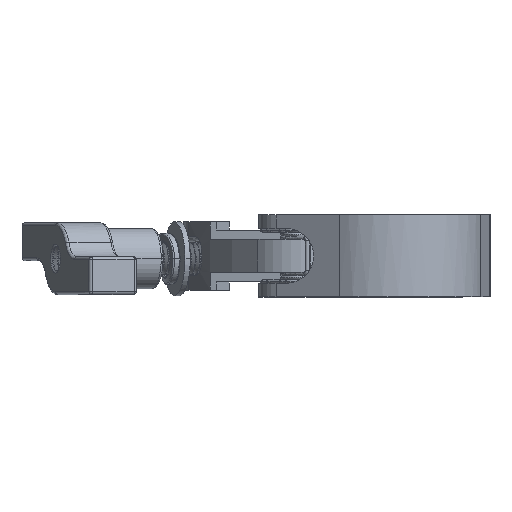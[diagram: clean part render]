
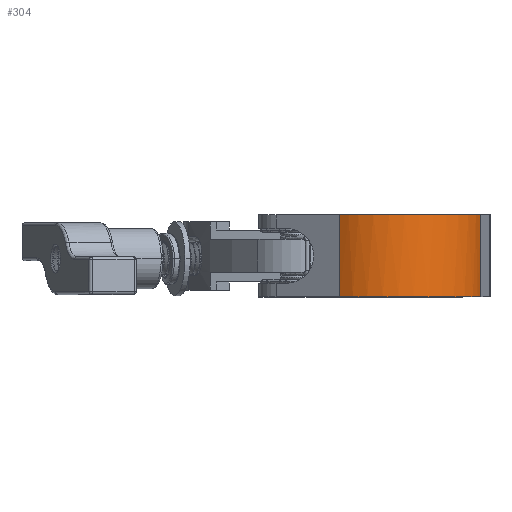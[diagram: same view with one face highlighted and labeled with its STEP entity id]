
A CAD part, top view. The second image highlights one B-rep face of the part: STEP entity #304.
In plain terms, the highlighted free-form (B-spline) face has degree [2, 1] with [9, 2] control points.
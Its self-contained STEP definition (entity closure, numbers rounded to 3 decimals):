
#304=ADVANCED_FACE('',(#987),#10012,.T.);
#987=FACE_OUTER_BOUND('',#1677,.T.);
#1677=EDGE_LOOP('',(#2997,#2998,#2999,#3000));
#2997=ORIENTED_EDGE('',*,*,#5913,.T.);
#2998=ORIENTED_EDGE('',*,*,#5908,.F.);
#2999=ORIENTED_EDGE('',*,*,#5914,.T.);
#3000=ORIENTED_EDGE('',*,*,#5915,.T.);
#5908=EDGE_CURVE('',#8906,#9034,#7365,.T.);
#5913=EDGE_CURVE('',#9036,#9034,#8191,.T.);
#5914=EDGE_CURVE('',#8906,#8905,#8192,.T.);
#5915=EDGE_CURVE('',#8905,#9036,#7368,.T.);
#7365=B_SPLINE_CURVE_WITH_KNOTS('',1,(#14007,#14008),.UNSPECIFIED.,.F.,
 .F.,(2,2),(0.,30.),.UNSPECIFIED.);
#7368=B_SPLINE_CURVE_WITH_KNOTS('',1,(#14033,#14034),.UNSPECIFIED.,.F.,
 .F.,(2,2),(0.,30.),.UNSPECIFIED.);
#8191=(
BOUNDED_CURVE()
B_SPLINE_CURVE(2,(#14023,#14024,#14025,#14026,#14027),.UNSPECIFIED.,.F.,
 .F.)
B_SPLINE_CURVE_WITH_KNOTS((3,2,3),(0.,32.228,64.456),
 .UNSPECIFIED.)
CURVE()
GEOMETRIC_REPRESENTATION_ITEM()
RATIONAL_B_SPLINE_CURVE((1.,0.887,1.,0.887,1.))
REPRESENTATION_ITEM('')
);
#8192=(
BOUNDED_CURVE()
B_SPLINE_CURVE(2,(#14028,#14029,#14030,#14031,#14032),.UNSPECIFIED.,.F.,
 .F.)
B_SPLINE_CURVE_WITH_KNOTS((3,2,3),(0.,32.228,64.456),
 .UNSPECIFIED.)
CURVE()
GEOMETRIC_REPRESENTATION_ITEM()
RATIONAL_B_SPLINE_CURVE((1.,0.887,1.,0.887,1.))
REPRESENTATION_ITEM('')
);
#8905=VERTEX_POINT('',#13277);
#8906=VERTEX_POINT('',#13278);
#9034=VERTEX_POINT('',#13406);
#9036=VERTEX_POINT('',#13408);
#10012=(
BOUNDED_SURFACE()
B_SPLINE_SURFACE(2,1,((#13134,#13135),(#13136,#13137),(#13138,#13139),(#13140,
#13141),(#13142,#13143),(#13144,#13145),(#13146,#13147),(#13148,#13149),
(#13150,#13151)),.UNSPECIFIED.,.T.,.F.,.F.)
B_SPLINE_SURFACE_WITH_KNOTS((3,2,2,2,3),(2,2),(0.,52.622,105.243,
157.865,210.487),(0.,30.02),.UNSPECIFIED.)
GEOMETRIC_REPRESENTATION_ITEM()
RATIONAL_B_SPLINE_SURFACE(((1.,1.),(0.707,0.707),
(1.,1.),(0.707,0.707),(1.,1.),(0.707,
0.707),(1.,1.),(0.707,0.707),(1.,1.)))
REPRESENTATION_ITEM('')
SURFACE()
);
#13134=CARTESIAN_POINT('',(-777.718,0.01,102.055));
#13135=CARTESIAN_POINT('',(-777.718,-30.01,102.055));
#13136=CARTESIAN_POINT('',(-769.183,0.01,69.661));
#13137=CARTESIAN_POINT('',(-769.183,-30.01,69.661));
#13138=CARTESIAN_POINT('',(-736.788,0.01,78.196));
#13139=CARTESIAN_POINT('',(-736.788,-30.01,78.196));
#13140=CARTESIAN_POINT('',(-704.394,0.01,86.731));
#13141=CARTESIAN_POINT('',(-704.394,-30.01,86.731));
#13142=CARTESIAN_POINT('',(-712.929,0.01,119.125));
#13143=CARTESIAN_POINT('',(-712.929,-30.01,119.125));
#13144=CARTESIAN_POINT('',(-721.464,0.01,151.52));
#13145=CARTESIAN_POINT('',(-721.464,-30.01,151.52));
#13146=CARTESIAN_POINT('',(-753.858,0.01,142.985));
#13147=CARTESIAN_POINT('',(-753.858,-30.01,142.985));
#13148=CARTESIAN_POINT('',(-786.253,0.01,134.45));
#13149=CARTESIAN_POINT('',(-786.253,-30.01,134.45));
#13150=CARTESIAN_POINT('',(-777.718,0.01,102.055));
#13151=CARTESIAN_POINT('',(-777.718,-30.01,102.055));
#13277=CARTESIAN_POINT('',(-712.929,-30.,119.125));
#13278=CARTESIAN_POINT('',(-764.538,-30.,138.032));
#13406=CARTESIAN_POINT('',(-764.538,0.,138.032));
#13408=CARTESIAN_POINT('',(-712.929,0.,119.125));
#14007=CARTESIAN_POINT('',(-764.538,-30.,138.032));
#14008=CARTESIAN_POINT('',(-764.538,0.,138.032));
#14023=CARTESIAN_POINT('',(-712.929,0.,119.125));
#14024=CARTESIAN_POINT('',(-717.383,0.,136.032));
#14025=CARTESIAN_POINT('',(-733.8,0.,142.046));
#14026=CARTESIAN_POINT('',(-750.216,0.,148.06));
#14027=CARTESIAN_POINT('',(-764.538,0.,138.032));
#14028=CARTESIAN_POINT('',(-764.538,-30.,138.032));
#14029=CARTESIAN_POINT('',(-750.216,-30.,148.06));
#14030=CARTESIAN_POINT('',(-733.8,-30.,142.046));
#14031=CARTESIAN_POINT('',(-717.383,-30.,136.032));
#14032=CARTESIAN_POINT('',(-712.929,-30.,119.125));
#14033=CARTESIAN_POINT('',(-712.929,-30.,119.125));
#14034=CARTESIAN_POINT('',(-712.929,0.,119.125));
